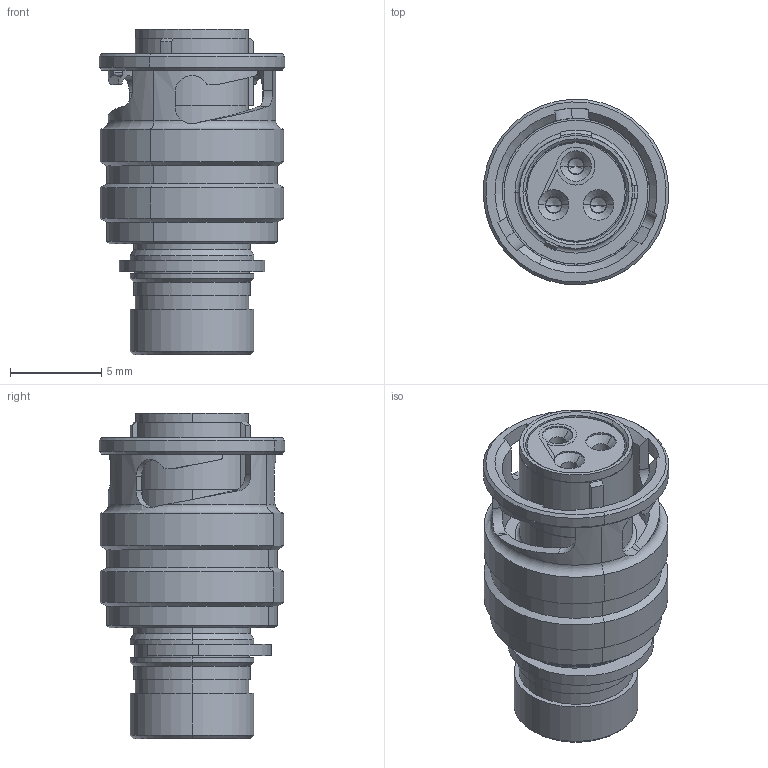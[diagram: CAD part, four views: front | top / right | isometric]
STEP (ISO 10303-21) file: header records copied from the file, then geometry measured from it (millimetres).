
FILE_DESCRIPTION (( 'STEP AP214' ), '1' );
FILE_NAME ('ASX602-03SD-HE.STEP', '2021-02-18T16:49:58', ( 'TE Connectivity' ), ( 'TE Connectivity' ), 'SwSTEP 2.0', 'SolidWorks 2016', '' );
FILE_SCHEMA (( 'AUTOMOTIVE_DESIGN' ));
Length unit declared in the file: millimetre
Products named in the file (1): ASX602-03SD-HE
Bounding box: 10.19 x 10.19 x 17.89 mm (x, y, z)
Volume: 703.7 mm3; surface area: 2676.1 mm2
Topology: 20 solids, 20 shells, 708 faces, 1652 edges, 1010 vertices
Faces by surface type: cylinder 298, plane 189, cone 111, torus 101, bspline 9
Entity records: 28746 total; most frequent: CARTESIAN_POINT 4073, DIRECTION 3818, ORIENTED_EDGE 3288, EDGE_CURVE 1644, AXIS2_PLACEMENT_3D 1585, VERTEX_POINT 1010, CIRCLE 885, EDGE_LOOP 788
